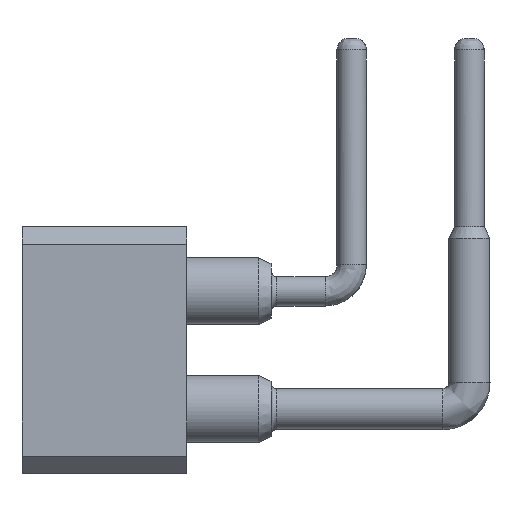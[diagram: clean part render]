
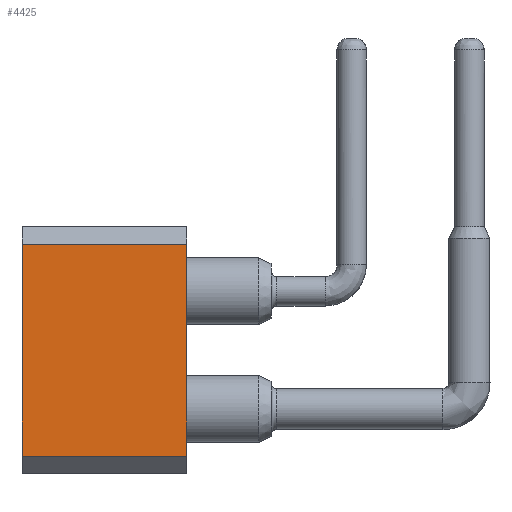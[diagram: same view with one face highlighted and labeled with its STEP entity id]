
A CAD part, left-side view. The second image highlights one B-rep face of the part: STEP entity #4425.
In plain terms, the highlighted planar face has unit normal (-1, 0, 0).
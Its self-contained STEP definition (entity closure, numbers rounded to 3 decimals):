
#243=CARTESIAN_POINT('',(0.,2.8,-2.9));
#244=VERTEX_POINT('',#243);
#254=CARTESIAN_POINT('',(0.,2.8,0.7));
#255=VERTEX_POINT('',#254);
#256=CARTESIAN_POINT('',(0.,2.8,0.7));
#257=CARTESIAN_POINT('',(0.,2.8,-0.02));
#258=CARTESIAN_POINT('',(0.,2.8,-0.74));
#259=CARTESIAN_POINT('',(0.,2.8,-1.46));
#260=CARTESIAN_POINT('',(0.,2.8,-2.18));
#261=CARTESIAN_POINT('',(0.,2.8,-2.9));
#262=B_SPLINE_CURVE_WITH_KNOTS('',5,(#256,#257,#258,#259,#260,#261),.UNSPECIFIED.,.F.,.U.,(6,6),(0.,3.6),.UNSPECIFIED.);
#263=EDGE_CURVE('',#255,#244,#262,.T.);
#2249=CARTESIAN_POINT('',(0.,0.,0.7));
#2250=VERTEX_POINT('',#2249);
#2260=CARTESIAN_POINT('',(0.,0.,-2.9));
#2261=VERTEX_POINT('',#2260);
#2262=CARTESIAN_POINT('',(0.,0.,0.7));
#2263=CARTESIAN_POINT('',(0.,0.,-0.02));
#2264=CARTESIAN_POINT('',(0.,0.,-0.74));
#2265=CARTESIAN_POINT('',(0.,0.,-1.46));
#2266=CARTESIAN_POINT('',(0.,0.,-2.18));
#2267=CARTESIAN_POINT('',(0.,0.,-2.9));
#2268=B_SPLINE_CURVE_WITH_KNOTS('',5,(#2262,#2263,#2264,#2265,#2266,#2267),.UNSPECIFIED.,.F.,.U.,(6,6),(0.,3.6),.UNSPECIFIED.);
#2269=EDGE_CURVE('',#2250,#2261,#2268,.T.);
#4391=CARTESIAN_POINT('',(0.,2.8,-2.9));
#4392=CARTESIAN_POINT('',(0.,2.24,-2.9));
#4393=CARTESIAN_POINT('',(0.,1.68,-2.9));
#4394=CARTESIAN_POINT('',(0.,1.12,-2.9));
#4395=CARTESIAN_POINT('',(0.,0.56,-2.9));
#4396=CARTESIAN_POINT('',(0.,0.,-2.9));
#4397=B_SPLINE_CURVE_WITH_KNOTS('',5,(#4391,#4392,#4393,#4394,#4395,#4396),.UNSPECIFIED.,.F.,.U.,(6,6),(0.,2.8),.UNSPECIFIED.);
#4398=EDGE_CURVE('',#244,#2261,#4397,.T.);
#4406=CARTESIAN_POINT('',(0.,1.4,-1.1));
#4407=DIRECTION('',(0.,0.,1.));
#4408=DIRECTION('',(-1.,0.,0.));
#4409=AXIS2_PLACEMENT_3D('',#4406,#4408,#4407);
#4410=PLANE('',#4409);
#4411=ORIENTED_EDGE('',*,*,#263,.T.);
#4412=ORIENTED_EDGE('',*,*,#4398,.T.);
#4413=ORIENTED_EDGE('',*,*,#2269,.F.);
#4414=CARTESIAN_POINT('',(0.,2.8,0.7));
#4415=CARTESIAN_POINT('',(0.,2.24,0.7));
#4416=CARTESIAN_POINT('',(0.,1.68,0.7));
#4417=CARTESIAN_POINT('',(0.,1.12,0.7));
#4418=CARTESIAN_POINT('',(0.,0.56,0.7));
#4419=CARTESIAN_POINT('',(0.,0.,0.7));
#4420=B_SPLINE_CURVE_WITH_KNOTS('',5,(#4414,#4415,#4416,#4417,#4418,#4419),.UNSPECIFIED.,.F.,.U.,(6,6),(0.,2.8),.UNSPECIFIED.);
#4421=EDGE_CURVE('',#255,#2250,#4420,.T.);
#4422=ORIENTED_EDGE('',*,*,#4421,.F.);
#4423=EDGE_LOOP('',(#4411,#4412,#4413,#4422));
#4424=FACE_OUTER_BOUND('',#4423,.T.);
#4425=ADVANCED_FACE('',(#4424),#4410,.T.);
